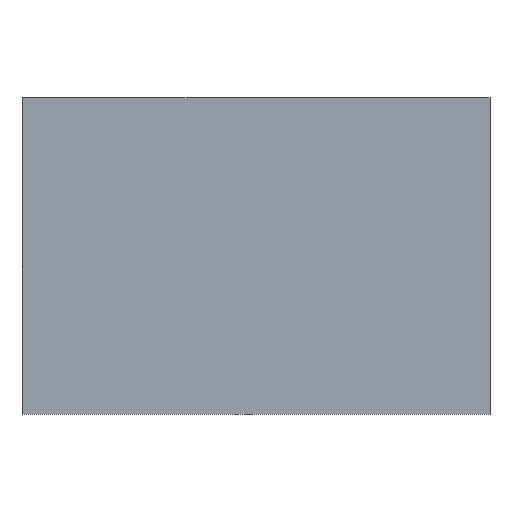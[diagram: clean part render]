
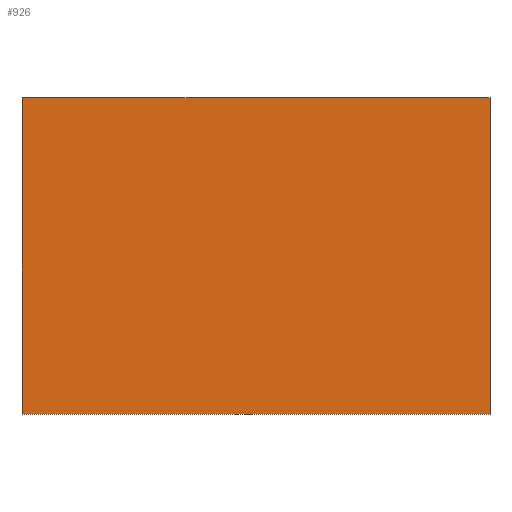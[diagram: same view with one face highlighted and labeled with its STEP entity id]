
A CAD part, top view. The second image highlights one B-rep face of the part: STEP entity #926.
In plain terms, the highlighted planar face has unit normal (0, 0, 1).
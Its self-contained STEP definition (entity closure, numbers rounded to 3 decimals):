
#64=FACE_OUTER_BOUND($,#116,.T.);
#116=EDGE_LOOP($,(#827,#828,#829,#830));
#236=LINE($,#1448,#362);
#238=LINE($,#1452,#364);
#240=LINE($,#1456,#366);
#242=LINE($,#1459,#368);
#362=VECTOR($,#1187,43.2);
#364=VECTOR($,#1191,29.2);
#366=VECTOR($,#1195,43.2);
#368=VECTOR($,#1199,29.2);
#449=VERTEX_POINT($,#1445);
#450=VERTEX_POINT($,#1447);
#451=VERTEX_POINT($,#1451);
#452=VERTEX_POINT($,#1455);
#572=EDGE_CURVE($,#450,#449,#236,.T.);
#574=EDGE_CURVE($,#451,#450,#238,.T.);
#576=EDGE_CURVE($,#452,#451,#240,.T.);
#578=EDGE_CURVE($,#449,#452,#242,.T.);
#827=ORIENTED_EDGE($,*,*,#578,.T.);
#828=ORIENTED_EDGE($,*,*,#576,.T.);
#829=ORIENTED_EDGE($,*,*,#574,.T.);
#830=ORIENTED_EDGE($,*,*,#572,.T.);
#878=PLANE($,#977);
#926=ADVANCED_FACE($,(#64),#878,.T.);
#977=AXIS2_PLACEMENT_3D($,#1460,#1200,#1201);
#1187=DIRECTION($,(-1.,0.,0.));
#1191=DIRECTION($,(0.,1.,0.));
#1195=DIRECTION($,(1.,0.,0.));
#1199=DIRECTION($,(0.,-1.,0.));
#1200=DIRECTION('center_axis',(0.,0.,1.));
#1201=DIRECTION('ref_axis',(1.,0.,0.));
#1445=CARTESIAN_POINT('',(-21.6,14.6,2.));
#1447=CARTESIAN_POINT('',(21.6,14.6,2.));
#1448=CARTESIAN_POINT($,(21.6,14.6,2.));
#1451=CARTESIAN_POINT('',(21.6,-14.6,2.));
#1452=CARTESIAN_POINT($,(21.6,-14.6,2.));
#1455=CARTESIAN_POINT('',(-21.6,-14.6,2.));
#1456=CARTESIAN_POINT($,(-21.6,-14.6,2.));
#1459=CARTESIAN_POINT($,(-21.6,14.6,2.));
#1460=CARTESIAN_POINT('Origin',(0.,0.,2.));
